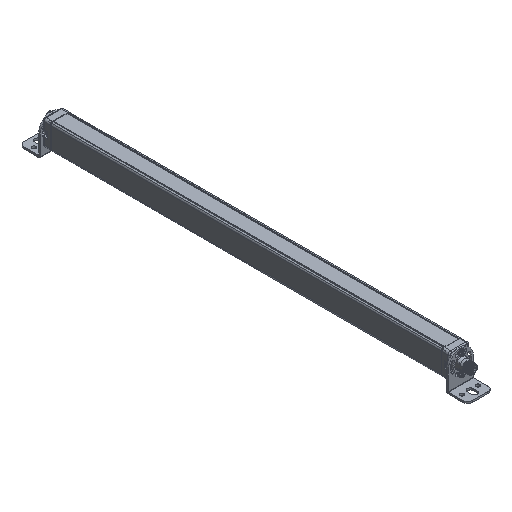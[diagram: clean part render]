
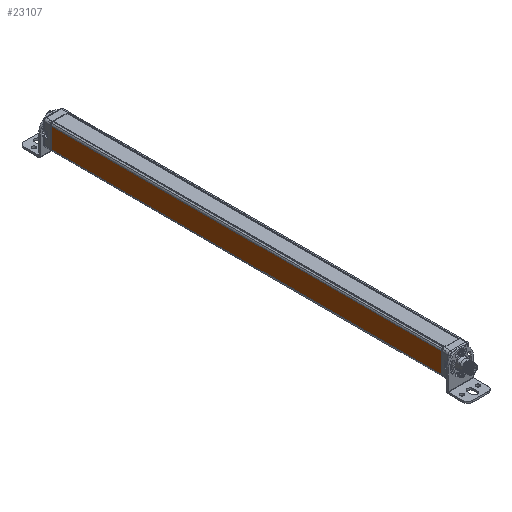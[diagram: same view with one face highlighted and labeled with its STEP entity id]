
A CAD part, isometric view. The second image highlights one B-rep face of the part: STEP entity #23107.
In plain terms, the highlighted planar face has unit normal (-1, 0, 0).
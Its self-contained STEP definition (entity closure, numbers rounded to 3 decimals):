
#1648=DIRECTION('',(0.,0.,-1.));
#1649=VECTOR('',#1648,25.8);
#1650=CARTESIAN_POINT('',(-12.7,0.,28.8));
#1651=LINE('',#1650,#1649);
#1913=DIRECTION('',(0.,0.,-1.));
#1914=VECTOR('',#1913,25.8);
#1915=CARTESIAN_POINT('',(-12.7,-495.,28.8));
#1916=LINE('',#1915,#1914);
#10847=DIRECTION('',(0.,1.,0.));
#10848=VECTOR('',#10847,495.);
#10849=CARTESIAN_POINT('',(-12.7,-495.,28.8));
#10850=LINE('',#10849,#10848);
#10851=DIRECTION('',(0.,1.,0.));
#10852=VECTOR('',#10851,495.);
#10853=CARTESIAN_POINT('',(-12.7,-495.,3.));
#10854=LINE('',#10853,#10852);
#12333=CARTESIAN_POINT('',(-12.7,0.,28.8));
#12335=VERTEX_POINT('',#12333);
#12339=CARTESIAN_POINT('',(-12.7,-495.,28.8));
#12340=VERTEX_POINT('',#12339);
#12342=CARTESIAN_POINT('',(-12.7,0.,3.));
#12344=VERTEX_POINT('',#12342);
#12345=CARTESIAN_POINT('',(-12.7,-495.,3.));
#12346=VERTEX_POINT('',#12345);
#23095=CARTESIAN_POINT('',(-12.7,0.,31.8));
#23096=DIRECTION('',(-1.,0.,0.));
#23097=DIRECTION('',(0.,0.,-1.));
#23098=AXIS2_PLACEMENT_3D('',#23095,#23096,#23097);
#23099=PLANE('',#23098);
#23101=ORIENTED_EDGE('',*,*,#23100,.F.);
#23102=ORIENTED_EDGE('',*,*,#15938,.T.);
#23103=ORIENTED_EDGE('',*,*,#23088,.T.);
#23104=ORIENTED_EDGE('',*,*,#15557,.F.);
#23105=EDGE_LOOP('',(#23101,#23102,#23103,#23104));
#23106=FACE_OUTER_BOUND('',#23105,.F.);
#23107=ADVANCED_FACE('',(#23106),#23099,.T.);
#15557=EDGE_CURVE('',#12335,#12344,#1651,.T.);
#15938=EDGE_CURVE('',#12340,#12346,#1916,.T.);
#23088=EDGE_CURVE('',#12346,#12344,#10854,.T.);
#23100=EDGE_CURVE('',#12340,#12335,#10850,.T.);
